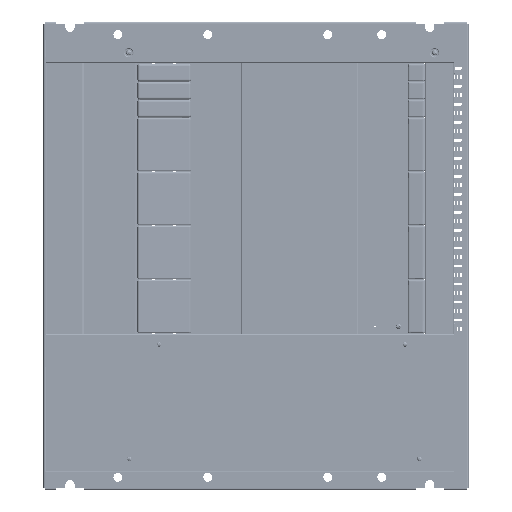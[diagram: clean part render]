
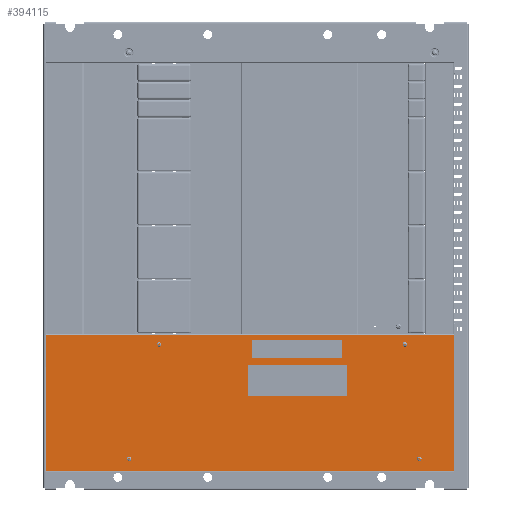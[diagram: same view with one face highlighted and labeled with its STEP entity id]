
A CAD part, top view. The second image highlights one B-rep face of the part: STEP entity #394115.
In plain terms, the highlighted planar face has unit normal (0, 0, 1).
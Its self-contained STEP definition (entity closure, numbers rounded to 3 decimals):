
#391703=DIRECTION('',(0.,1.,0.));
#391704=VECTOR('',#391703,11.34);
#391705=CARTESIAN_POINT('',(33.724,1.499,7.702));
#391706=LINE('',#391705,#391704);
#391884=DIRECTION('',(1.,0.,0.));
#391885=VECTOR('',#391884,34.);
#391886=CARTESIAN_POINT('',(-0.276,12.839,7.702));
#391887=LINE('',#391886,#391885);
#392521=DIRECTION('',(-1.,0.,0.));
#392522=VECTOR('',#392521,34.);
#392523=CARTESIAN_POINT('',(33.724,1.499,7.702));
#392524=LINE('',#392523,#392522);
#392534=DIRECTION('',(0.,-1.,0.));
#392535=VECTOR('',#392534,11.34);
#392536=CARTESIAN_POINT('',(-0.276,12.839,7.702));
#392537=LINE('',#392536,#392535);
#392618=CARTESIAN_POINT('',(33.724,1.499,7.702));
#392620=VERTEX_POINT('',#392618);
#392632=CARTESIAN_POINT('',(-0.276,1.499,7.702));
#392633=VERTEX_POINT('',#392632);
#392646=CARTESIAN_POINT('',(-0.276,12.839,7.702));
#392647=CARTESIAN_POINT('',(33.724,12.839,7.702));
#392648=VERTEX_POINT('',#392646);
#392649=VERTEX_POINT('',#392647);
#394102=CARTESIAN_POINT('',(33.784,12.899,7.702));
#394103=DIRECTION('',(0.,0.,1.));
#394104=DIRECTION('',(-1.,0.,0.));
#394105=AXIS2_PLACEMENT_3D('',#394102,#394103,#394104);
#394106=PLANE('',#394105);
#394107=ORIENTED_EDGE('',*,*,#393021,.F.);
#394109=ORIENTED_EDGE('',*,*,#394108,.T.);
#394111=ORIENTED_EDGE('',*,*,#394110,.F.);
#394112=ORIENTED_EDGE('',*,*,#393371,.T.);
#394113=EDGE_LOOP('',(#394107,#394109,#394111,#394112));
#394114=FACE_OUTER_BOUND('',#394113,.F.);
#394115=ADVANCED_FACE('',(#394114),#394106,.T.);
#393021=EDGE_CURVE('',#392620,#392649,#391706,.T.);
#393371=EDGE_CURVE('',#392648,#392649,#391887,.T.);
#394108=EDGE_CURVE('',#392620,#392633,#392524,.T.);
#394110=EDGE_CURVE('',#392648,#392633,#392537,.T.);
